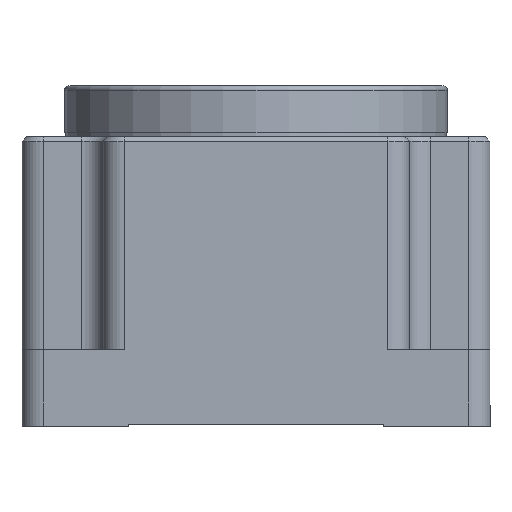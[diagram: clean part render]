
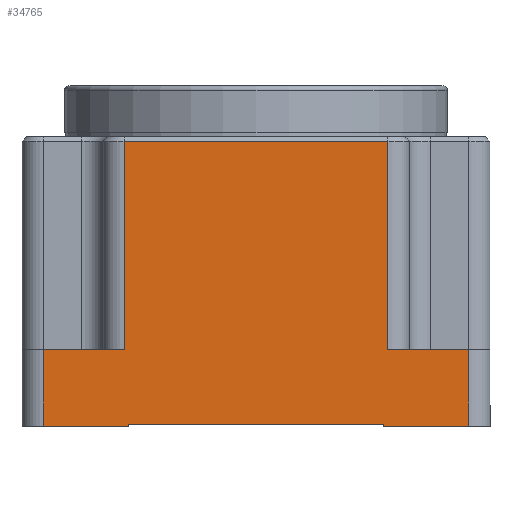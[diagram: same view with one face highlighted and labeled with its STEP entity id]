
A CAD part, left-side view. The second image highlights one B-rep face of the part: STEP entity #34765.
In plain terms, the highlighted planar face has unit normal (-1, 0, 0).
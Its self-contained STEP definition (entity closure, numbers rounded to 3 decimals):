
#1000 = VERTEX_POINT ( 'NONE', #9407 ) ;
#1061 = CARTESIAN_POINT ( 'NONE',  ( -55., -31., 67. ) ) ;
#1488 = CARTESIAN_POINT ( 'NONE',  ( -55., -50., 0. ) ) ;
#2011 = VECTOR ( 'NONE', #15940, 1000. ) ;
#2378 = DIRECTION ( 'NONE',  ( 0., -1., 0. ) ) ;
#2381 = CARTESIAN_POINT ( 'NONE',  ( -55., -55., 0. ) ) ;
#2477 = LINE ( 'NONE', #2381, #34878 ) ;
#2923 = ORIENTED_EDGE ( 'NONE', *, *, #9639, .T. ) ;
#4403 = EDGE_CURVE ( 'NONE', #24414, #1000, #16391, .T. ) ;
#4490 = DIRECTION ( 'NONE',  ( 0., 0., -1. ) ) ;
#4513 = CARTESIAN_POINT ( 'NONE',  ( -55., 31., 68. ) ) ;
#4519 = LINE ( 'NONE', #4513, #12807 ) ;
#4663 = EDGE_LOOP ( 'NONE', ( #6788, #12599, #14848, #20038, #18007, #11394, #9452, #2923, #13235, #31601, #15458, #20817 ) ) ;
#5455 = VERTEX_POINT ( 'NONE', #1488 ) ;
#6423 = VECTOR ( 'NONE', #27476, 1000. ) ;
#6788 = ORIENTED_EDGE ( 'NONE', *, *, #11859, .F. ) ;
#6982 = EDGE_CURVE ( 'NONE', #16185, #14257, #10472, .T. ) ;
#7829 = VERTEX_POINT ( 'NONE', #27854 ) ;
#8370 = VERTEX_POINT ( 'NONE', #19564 ) ;
#8575 = DIRECTION ( 'NONE',  ( 0., 0., -1. ) ) ;
#8583 = DIRECTION ( 'NONE',  ( 0., 0., 1. ) ) ;
#8597 = CARTESIAN_POINT ( 'NONE',  ( -55., -31., 68. ) ) ;
#8607 = CARTESIAN_POINT ( 'NONE',  ( -55., 30., 0.5 ) ) ;
#8616 = LINE ( 'NONE', #8607, #25285 ) ;
#8642 = LINE ( 'NONE', #8597, #26870 ) ;
#8916 = VECTOR ( 'NONE', #9611, 1000. ) ;
#9407 = CARTESIAN_POINT ( 'NONE',  ( -55., -50., 18. ) ) ;
#9452 = ORIENTED_EDGE ( 'NONE', *, *, #29527, .T. ) ;
#9611 = DIRECTION ( 'NONE',  ( 0., 1., 0. ) ) ;
#9635 = CARTESIAN_POINT ( 'NONE',  ( -55., -30., 0.5 ) ) ;
#9639 = EDGE_CURVE ( 'NONE', #20311, #14257, #4519, .T. ) ;
#9675 = LINE ( 'NONE', #9635, #8916 ) ;
#10436 = DIRECTION ( 'NONE',  ( 0., -1., 0. ) ) ;
#10460 = CARTESIAN_POINT ( 'NONE',  ( -55., -55., 18. ) ) ;
#10472 = LINE ( 'NONE', #10460, #12560 ) ;
#11255 = VERTEX_POINT ( 'NONE', #18798 ) ;
#11394 = ORIENTED_EDGE ( 'NONE', *, *, #19299, .T. ) ;
#11859 = EDGE_CURVE ( 'NONE', #15372, #7829, #9675, .T. ) ;
#12295 = CARTESIAN_POINT ( 'NONE',  ( -55., 31., 18. ) ) ;
#12498 = VERTEX_POINT ( 'NONE', #1061 ) ;
#12560 = VECTOR ( 'NONE', #10436, 1000. ) ;
#12599 = ORIENTED_EDGE ( 'NONE', *, *, #28705, .T. ) ;
#12807 = VECTOR ( 'NONE', #4490, 1000. ) ;
#12891 = VECTOR ( 'NONE', #25929, 1000. ) ;
#13235 = ORIENTED_EDGE ( 'NONE', *, *, #6982, .F. ) ;
#13911 = VECTOR ( 'NONE', #16344, 1000. ) ;
#14257 = VERTEX_POINT ( 'NONE', #12295 ) ;
#14848 = ORIENTED_EDGE ( 'NONE', *, *, #28384, .T. ) ;
#15199 = CARTESIAN_POINT ( 'NONE',  ( -55., 50., 18. ) ) ;
#15372 = VERTEX_POINT ( 'NONE', #28873 ) ;
#15458 = ORIENTED_EDGE ( 'NONE', *, *, #31898, .T. ) ;
#15940 = DIRECTION ( 'NONE',  ( 0., 0., -1. ) ) ;
#15976 = CARTESIAN_POINT ( 'NONE',  ( -55., 50., 68. ) ) ;
#16009 = LINE ( 'NONE', #15976, #2011 ) ;
#16185 = VERTEX_POINT ( 'NONE', #15199 ) ;
#16344 = DIRECTION ( 'NONE',  ( 0., -1., 0. ) ) ;
#16374 = CARTESIAN_POINT ( 'NONE',  ( -55., -55., 18. ) ) ;
#16391 = LINE ( 'NONE', #16374, #13911 ) ;
#18007 = ORIENTED_EDGE ( 'NONE', *, *, #4403, .F. ) ;
#18044 = CARTESIAN_POINT ( 'NONE',  ( -55., -31., 18. ) ) ;
#18798 = CARTESIAN_POINT ( 'NONE',  ( -55., 30., 0. ) ) ;
#19299 = EDGE_CURVE ( 'NONE', #24414, #12498, #8642, .T. ) ;
#19564 = CARTESIAN_POINT ( 'NONE',  ( -55., 50., 0. ) ) ;
#20038 = ORIENTED_EDGE ( 'NONE', *, *, #23669, .T. ) ;
#20311 = VERTEX_POINT ( 'NONE', #32037 ) ;
#20817 = ORIENTED_EDGE ( 'NONE', *, *, #33489, .F. ) ;
#23669 = EDGE_CURVE ( 'NONE', #5455, #1000, #27518, .T. ) ;
#24414 = VERTEX_POINT ( 'NONE', #18044 ) ;
#24635 = EDGE_CURVE ( 'NONE', #16185, #8370, #16009, .T. ) ;
#25285 = VECTOR ( 'NONE', #8575, 1000. ) ;
#25735 = VERTEX_POINT ( 'NONE', #34338 ) ;
#25929 = DIRECTION ( 'NONE',  ( 0., 1., 0. ) ) ;
#25936 = CARTESIAN_POINT ( 'NONE',  ( -55., 31., 67. ) ) ;
#25956 = LINE ( 'NONE', #25936, #12891 ) ;
#26870 = VECTOR ( 'NONE', #8583, 1000. ) ;
#27476 = DIRECTION ( 'NONE',  ( 0., 0., 1. ) ) ;
#27485 = CARTESIAN_POINT ( 'NONE',  ( -55., -50., 68. ) ) ;
#27518 = LINE ( 'NONE', #27485, #6423 ) ;
#27854 = CARTESIAN_POINT ( 'NONE',  ( -55., 30., 0.5 ) ) ;
#28384 = EDGE_CURVE ( 'NONE', #25735, #5455, #2477, .T. ) ;
#28705 = EDGE_CURVE ( 'NONE', #15372, #25735, #34815, .T. ) ;
#28873 = CARTESIAN_POINT ( 'NONE',  ( -55., -30., 0.5 ) ) ;
#29018 = DIRECTION ( 'NONE',  ( 0., -1., 0. ) ) ;
#29061 = CARTESIAN_POINT ( 'NONE',  ( -55., -55., 0. ) ) ;
#29096 = LINE ( 'NONE', #29061, #34786 ) ;
#29527 = EDGE_CURVE ( 'NONE', #12498, #20311, #25956, .T. ) ;
#30866 = VECTOR ( 'NONE', #34796, 1000. ) ;
#30963 = DIRECTION ( 'NONE',  ( 0., 0., -1. ) ) ;
#31009 = DIRECTION ( 'NONE',  ( 1., 0., 0. ) ) ;
#31014 = CARTESIAN_POINT ( 'NONE',  ( -55., -55., 68. ) ) ;
#31053 = PLANE ( 'NONE',  #35705 ) ;
#31061 = FACE_OUTER_BOUND ( 'NONE', #4663, .T. ) ;
#31601 = ORIENTED_EDGE ( 'NONE', *, *, #24635, .T. ) ;
#31898 = EDGE_CURVE ( 'NONE', #8370, #11255, #29096, .T. ) ;
#32037 = CARTESIAN_POINT ( 'NONE',  ( -55., 31., 67. ) ) ;
#33489 = EDGE_CURVE ( 'NONE', #7829, #11255, #8616, .T. ) ;
#34338 = CARTESIAN_POINT ( 'NONE',  ( -55., -30., 0. ) ) ;
#34765 = ADVANCED_FACE ( 'NONE', ( #31061 ), #31053, .F. ) ;
#34786 = VECTOR ( 'NONE', #29018, 1000. ) ;
#34796 = DIRECTION ( 'NONE',  ( 0., 0., -1. ) ) ;
#34806 = CARTESIAN_POINT ( 'NONE',  ( -55., -30., 0.5 ) ) ;
#34815 = LINE ( 'NONE', #34806, #30866 ) ;
#34878 = VECTOR ( 'NONE', #2378, 1000. ) ;
#35705 = AXIS2_PLACEMENT_3D ( 'NONE', #31014, #31009, #30963 ) ;
